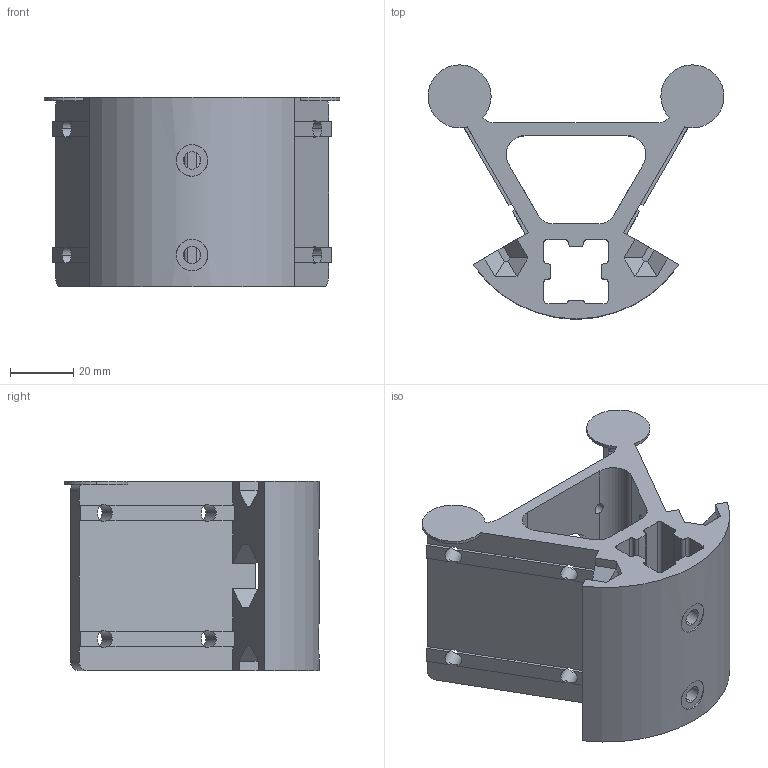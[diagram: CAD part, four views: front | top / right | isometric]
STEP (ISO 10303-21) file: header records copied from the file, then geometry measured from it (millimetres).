
FILE_DESCRIPTION (( 'STEP AP203' ), '1' );
FILE_NAME ('frame_motor 2020sw.STEP', '2015-07-25T12:43:19', ( '' ), ( '' ), 'SwSTEP 2.0', 'SolidWorks 2014', '' );
FILE_SCHEMA (( 'CONFIG_CONTROL_DESIGN' ));
Length unit declared in the file: millimetre
Products named in the file (1): frame_motor 2020sw
Bounding box: 93.84 x 80.56 x 60 mm (x, y, z)
Volume: 101041.5 mm3; surface area: 38989.2 mm2
Topology: 1 solids, 1 shells, 223 faces, 691 edges, 454 vertices
Faces by surface type: plane 145, cylinder 78
Entity records: 8112 total; most frequent: CARTESIAN_POINT 1697, ORIENTED_EDGE 1382, DIRECTION 1297, EDGE_CURVE 691, LINE 485, VECTOR 485, VERTEX_POINT 454, AXIS2_PLACEMENT_3D 406
